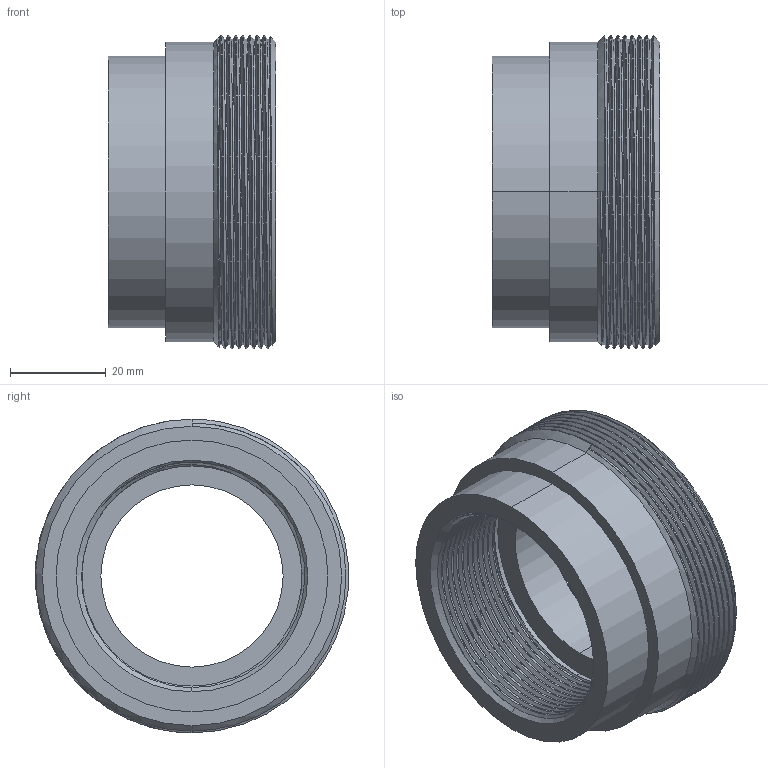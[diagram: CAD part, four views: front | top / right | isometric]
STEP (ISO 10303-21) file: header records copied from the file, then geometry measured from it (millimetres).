
FILE_DESCRIPTION (( 'STEP AP203' ), '1' );
FILE_NAME ('3D-M2037P_40 1 1-2_174251010.STEP', '2024-09-07T14:54:46', ( '' ), ( '' ), 'SwSTEP 2.0', 'SolidWorks 2024', '' );
FILE_SCHEMA (( 'CONFIG_CONTROL_DESIGN' ));
Length unit declared in the file: millimetre
Products named in the file (1): 3D-M2037P_40 1 1-2_174251010
Bounding box: 35 x 65.24 x 65.42 mm (x, y, z)
Volume: 46238.8 mm3; surface area: 19183.6 mm2
Topology: 1 solids, 1 shells, 76 faces, 199 edges, 129 vertices
Faces by surface type: cylinder 51, cone 12, plane 7, bspline 6
Entity records: 6304 total; most frequent: CARTESIAN_POINT 4618, ORIENTED_EDGE 398, DIRECTION 278, EDGE_CURVE 199, VERTEX_POINT 129, AXIS2_PLACEMENT_3D 107, EDGE_LOOP 82, ADVANCED_FACE 76
